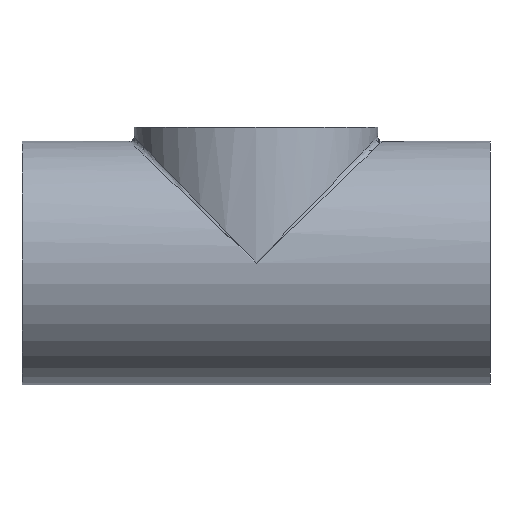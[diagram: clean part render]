
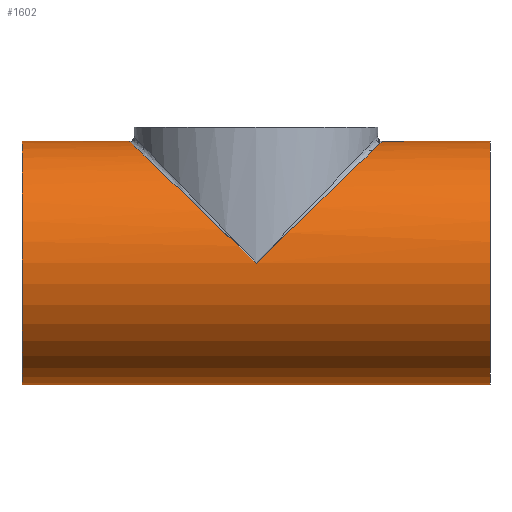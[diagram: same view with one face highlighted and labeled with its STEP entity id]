
A CAD part, front view. The second image highlights one B-rep face of the part: STEP entity #1602.
In plain terms, the highlighted cylindrical face has radius 52 mm (diameter 104 mm), a full revolution.
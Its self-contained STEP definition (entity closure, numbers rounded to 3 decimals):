
#1258=CARTESIAN_POINT('',(0.0,52.,0.0));
#1259=VERTEX_POINT('',#1258);
#1260=CARTESIAN_POINT('',(0.0,-52.,0.0));
#1261=VERTEX_POINT('',#1260);
#1262=CARTESIAN_POINT('',(0.0,0.0,0.0));
#1263=DIRECTION('',(0.694,0.0,0.72));
#1264=DIRECTION('',(-0.72,0.0,0.694));
#1265=AXIS2_PLACEMENT_3D('',#1262,#1263,#1264);
#1266=ELLIPSE('',#1265,74.967,52.);
#1267=EDGE_CURVE('',#1259,#1261,#1266,.T.);
#1500=CARTESIAN_POINT('',(0.0,0.0,0.0));
#1501=DIRECTION('',(-0.694,0.0,0.72));
#1502=DIRECTION('',(0.72,0.0,0.694));
#1503=AXIS2_PLACEMENT_3D('',#1500,#1501,#1502);
#1504=ELLIPSE('',#1503,74.967,52.);
#1505=EDGE_CURVE('',#1261,#1259,#1504,.T.);
#1571=CARTESIAN_POINT('',(0.0,0.0,0.0));
#1572=DIRECTION('',(-1.0,0.0,0.0));
#1573=DIRECTION('',(0.0,-1.0,0.0));
#1574=AXIS2_PLACEMENT_3D('',#1571,#1572,#1573);
#1575=CYLINDRICAL_SURFACE('',#1574,52.);
#1576=CARTESIAN_POINT('',(-100.0,-52.,0.0));
#1577=VERTEX_POINT('',#1576);
#1578=CARTESIAN_POINT('',(-100.0,0.0,0.0));
#1579=DIRECTION('',(-1.0,0.0,0.0));
#1580=DIRECTION('',(0.0,-1.0,0.0));
#1581=AXIS2_PLACEMENT_3D('',#1578,#1579,#1580);
#1582=CIRCLE('',#1581,52.);
#1583=EDGE_CURVE('',#1577,#1577,#1582,.T.);
#1584=ORIENTED_EDGE('',*,*,#1583,.F.);
#1585=EDGE_LOOP('',(#1584));
#1586=FACE_OUTER_BOUND('',#1585,.T.);
#1587=ORIENTED_EDGE('',*,*,#1267,.F.);
#1588=ORIENTED_EDGE('',*,*,#1505,.F.);
#1589=EDGE_LOOP('',(#1587,#1588));
#1590=FACE_BOUND('',#1589,.T.);
#1591=CARTESIAN_POINT('',(100.0,-52.,0.0));
#1592=VERTEX_POINT('',#1591);
#1593=CARTESIAN_POINT('',(100.0,0.0,0.0));
#1594=DIRECTION('',(-1.0,0.0,0.0));
#1595=DIRECTION('',(0.0,-1.0,0.0));
#1596=AXIS2_PLACEMENT_3D('',#1593,#1594,#1595);
#1597=CIRCLE('',#1596,52.);
#1598=EDGE_CURVE('',#1592,#1592,#1597,.T.);
#1599=ORIENTED_EDGE('',*,*,#1598,.T.);
#1600=EDGE_LOOP('',(#1599));
#1601=FACE_BOUND('',#1600,.T.);
#1602=ADVANCED_FACE('',(#1586,#1590,#1601),#1575,.T.);
